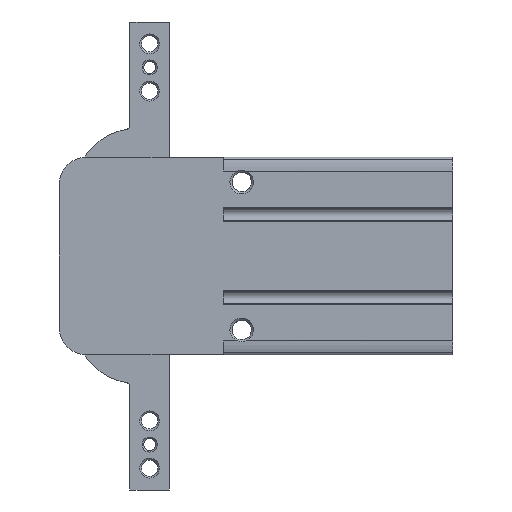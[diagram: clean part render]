
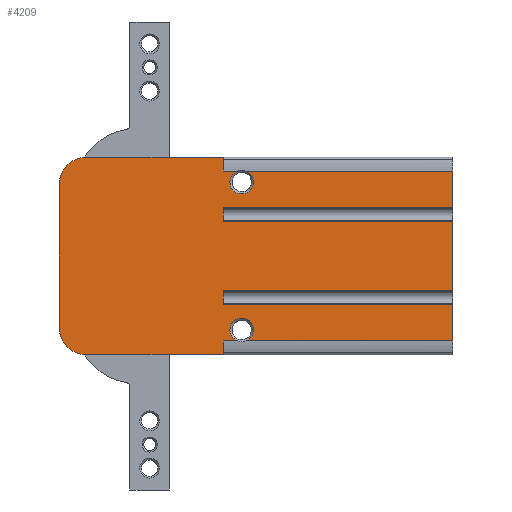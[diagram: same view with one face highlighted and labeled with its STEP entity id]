
A CAD part, left-side view. The second image highlights one B-rep face of the part: STEP entity #4209.
In plain terms, the highlighted planar face has unit normal (-1, 0, 0).
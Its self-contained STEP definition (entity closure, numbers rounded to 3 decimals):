
#256=LINE('',#6357,#599);
#259=LINE('',#6365,#602);
#296=LINE('',#6527,#639);
#298=LINE('',#6535,#641);
#334=LINE('',#6703,#677);
#336=LINE('',#6711,#679);
#354=LINE('',#6800,#697);
#359=LINE('',#6824,#702);
#387=LINE('',#6930,#730);
#406=LINE('',#6982,#749);
#408=LINE('',#6986,#751);
#409=LINE('',#6987,#752);
#410=LINE('',#6989,#753);
#411=LINE('',#6991,#754);
#412=LINE('',#6993,#755);
#413=LINE('',#6994,#756);
#414=LINE('',#6996,#757);
#415=LINE('',#6998,#758);
#599=VECTOR('',#5003,1000.);
#602=VECTOR('',#5010,1000.);
#639=VECTOR('',#5133,1000.);
#641=VECTOR('',#5139,1000.);
#677=VECTOR('',#5243,1000.);
#679=VECTOR('',#5249,1000.);
#697=VECTOR('',#5311,1000.);
#702=VECTOR('',#5330,1000.);
#730=VECTOR('',#5418,1000.);
#749=VECTOR('',#5461,1000.);
#751=VECTOR('',#5467,1000.);
#752=VECTOR('',#5468,1000.);
#753=VECTOR('',#5471,1000.);
#754=VECTOR('',#5472,1000.);
#755=VECTOR('',#5473,1000.);
#756=VECTOR('',#5474,1000.);
#757=VECTOR('',#5475,1000.);
#758=VECTOR('',#5476,1000.);
#1318=ORIENTED_EDGE('',*,*,#2445,.T.);
#1319=ORIENTED_EDGE('',*,*,#2241,.F.);
#1320=ORIENTED_EDGE('',*,*,#2446,.T.);
#1321=ORIENTED_EDGE('',*,*,#2168,.F.);
#1322=ORIENTED_EDGE('',*,*,#2177,.F.);
#1323=ORIENTED_EDGE('',*,*,#2443,.F.);
#1324=ORIENTED_EDGE('',*,*,#2174,.F.);
#1325=ORIENTED_EDGE('',*,*,#2164,.T.);
#1326=ORIENTED_EDGE('',*,*,#2447,.T.);
#1327=ORIENTED_EDGE('',*,*,#2305,.T.);
#1328=ORIENTED_EDGE('',*,*,#2448,.T.);
#1329=ORIENTED_EDGE('',*,*,#2309,.T.);
#1330=ORIENTED_EDGE('',*,*,#2357,.T.);
#1331=ORIENTED_EDGE('',*,*,#2449,.F.);
#1332=ORIENTED_EDGE('',*,*,#2450,.T.);
#1333=ORIENTED_EDGE('',*,*,#2451,.T.);
#1334=ORIENTED_EDGE('',*,*,#2345,.T.);
#1335=ORIENTED_EDGE('',*,*,#2452,.F.);
#1336=ORIENTED_EDGE('',*,*,#2453,.T.);
#1337=ORIENTED_EDGE('',*,*,#2454,.T.);
#1338=ORIENTED_EDGE('',*,*,#2415,.T.);
#1339=ORIENTED_EDGE('',*,*,#2237,.F.);
#2164=EDGE_CURVE('',#2768,#2767,#256,.T.);
#2168=EDGE_CURVE('',#2770,#2771,#259,.T.);
#2174=EDGE_CURVE('',#2768,#2776,#3165,.T.);
#2177=EDGE_CURVE('',#2777,#2770,#3166,.T.);
#2237=EDGE_CURVE('',#2822,#2824,#296,.T.);
#2241=EDGE_CURVE('',#2827,#2823,#298,.T.);
#2305=EDGE_CURVE('',#2876,#2874,#334,.T.);
#2309=EDGE_CURVE('',#2875,#2879,#336,.T.);
#2345=EDGE_CURVE('',#2908,#2907,#354,.T.);
#2357=EDGE_CURVE('',#2879,#2919,#359,.T.);
#2415=EDGE_CURVE('',#2968,#2824,#387,.T.);
#2443=EDGE_CURVE('',#2776,#2777,#406,.T.);
#2445=EDGE_CURVE('',#2822,#2823,#3269,.T.);
#2446=EDGE_CURVE('',#2827,#2771,#408,.T.);
#2447=EDGE_CURVE('',#2767,#2876,#409,.T.);
#2448=EDGE_CURVE('',#2874,#2875,#3270,.T.);
#2449=EDGE_CURVE('',#2989,#2919,#410,.T.);
#2450=EDGE_CURVE('',#2989,#2990,#411,.T.);
#2451=EDGE_CURVE('',#2990,#2908,#412,.T.);
#2452=EDGE_CURVE('',#2991,#2907,#413,.T.);
#2453=EDGE_CURVE('',#2991,#2992,#414,.T.);
#2454=EDGE_CURVE('',#2992,#2968,#415,.T.);
#2767=VERTEX_POINT('',#6356);
#2768=VERTEX_POINT('',#6358);
#2770=VERTEX_POINT('',#6364);
#2771=VERTEX_POINT('',#6366);
#2776=VERTEX_POINT('',#6378);
#2777=VERTEX_POINT('',#6382);
#2822=VERTEX_POINT('',#6525);
#2823=VERTEX_POINT('',#6526);
#2824=VERTEX_POINT('',#6528);
#2827=VERTEX_POINT('',#6534);
#2874=VERTEX_POINT('',#6701);
#2875=VERTEX_POINT('',#6702);
#2876=VERTEX_POINT('',#6704);
#2879=VERTEX_POINT('',#6710);
#2907=VERTEX_POINT('',#6799);
#2908=VERTEX_POINT('',#6801);
#2919=VERTEX_POINT('',#6823);
#2968=VERTEX_POINT('',#6931);
#2989=VERTEX_POINT('',#6990);
#2990=VERTEX_POINT('',#6992);
#2991=VERTEX_POINT('',#6995);
#2992=VERTEX_POINT('',#6997);
#3165=CIRCLE('',#4462,7.);
#3166=CIRCLE('',#4464,7.);
#3269=CIRCLE('',#4614,3.);
#3270=CIRCLE('',#4615,3.);
#3456=EDGE_LOOP('',(#1318,#1319,#1320,#1321,#1322,#1323,#1324,#1325,#1326,
#1327,#1328,#1329,#1330,#1331,#1332,#1333,#1334,#1335,#1336,#1337,#1338,
#1339));
#3783=FACE_BOUND('',#3456,.T.);
#4079=PLANE('',#4613);
#4209=ADVANCED_FACE('',(#3783),#4079,.F.);
#4462=AXIS2_PLACEMENT_3D('',#6377,#5018,#5019);
#4464=AXIS2_PLACEMENT_3D('',#6383,#5024,#5025);
#4613=AXIS2_PLACEMENT_3D('',#6984,#5463,#5464);
#4614=AXIS2_PLACEMENT_3D('',#6985,#5465,#5466);
#4615=AXIS2_PLACEMENT_3D('',#6988,#5469,#5470);
#5003=DIRECTION('',(0.,-1.,0.));
#5010=DIRECTION('',(0.,-1.,0.));
#5018=DIRECTION('',(1.,0.,0.));
#5019=DIRECTION('',(0.,0.,-1.));
#5024=DIRECTION('',(1.,0.,0.));
#5025=DIRECTION('',(0.,0.,-1.));
#5133=DIRECTION('',(0.,-1.,0.));
#5139=DIRECTION('',(0.,-1.,0.));
#5243=DIRECTION('',(0.,-1.,0.));
#5249=DIRECTION('',(0.,-1.,0.));
#5311=DIRECTION('',(0.,0.,1.));
#5330=DIRECTION('',(0.,0.,1.));
#5418=DIRECTION('',(0.,0.,1.));
#5461=DIRECTION('',(0.,0.,1.));
#5463=DIRECTION('',(1.,0.,0.));
#5464=DIRECTION('',(0.,0.,-1.));
#5465=DIRECTION('',(1.,0.,0.));
#5466=DIRECTION('',(0.,0.,-1.));
#5467=DIRECTION('',(0.,0.,1.));
#5468=DIRECTION('',(0.,0.,1.));
#5469=DIRECTION('',(1.,0.,0.));
#5470=DIRECTION('',(0.,0.,-1.));
#5471=DIRECTION('',(0.,-1.,0.));
#5472=DIRECTION('',(0.,0.,1.));
#5473=DIRECTION('',(0.,-1.,0.));
#5474=DIRECTION('',(0.,-1.,0.));
#5475=DIRECTION('',(0.,0.,1.));
#5476=DIRECTION('',(0.,-1.,0.));
#6356=CARTESIAN_POINT('',(-16.5,58.1,-25.));
#6357=CARTESIAN_POINT('',(-16.5,99.6,-25.));
#6358=CARTESIAN_POINT('',(-16.5,92.6,-25.));
#6364=CARTESIAN_POINT('',(-16.5,92.6,25.));
#6365=CARTESIAN_POINT('',(-16.5,99.6,25.));
#6366=CARTESIAN_POINT('',(-16.5,58.1,25.));
#6377=CARTESIAN_POINT('',(-16.5,92.6,-18.));
#6378=CARTESIAN_POINT('',(-16.5,99.6,-18.));
#6382=CARTESIAN_POINT('',(-16.5,99.6,18.));
#6383=CARTESIAN_POINT('',(-16.5,92.6,18.));
#6525=CARTESIAN_POINT('',(-16.5,52.323,21.5));
#6526=CARTESIAN_POINT('',(-16.5,54.477,21.5));
#6527=CARTESIAN_POINT('',(-16.5,58.1,21.5));
#6528=CARTESIAN_POINT('',(-16.5,0.,21.5));
#6534=CARTESIAN_POINT('',(-16.5,58.1,21.5));
#6535=CARTESIAN_POINT('',(-16.5,58.1,21.5));
#6701=CARTESIAN_POINT('',(-16.5,54.477,-21.5));
#6702=CARTESIAN_POINT('',(-16.5,52.323,-21.5));
#6703=CARTESIAN_POINT('',(-16.5,58.1,-21.5));
#6704=CARTESIAN_POINT('',(-16.5,58.1,-21.5));
#6710=CARTESIAN_POINT('',(-16.5,0.,-21.5));
#6711=CARTESIAN_POINT('',(-16.5,58.1,-21.5));
#6799=CARTESIAN_POINT('',(-16.5,0.,8.8));
#6800=CARTESIAN_POINT('',(-16.5,0.,-25.));
#6801=CARTESIAN_POINT('',(-16.5,0.,-8.8));
#6823=CARTESIAN_POINT('',(-16.5,0.,-12.2));
#6824=CARTESIAN_POINT('',(-16.5,0.,-25.));
#6930=CARTESIAN_POINT('',(-16.5,0.,-25.));
#6931=CARTESIAN_POINT('',(-16.5,0.,12.2));
#6982=CARTESIAN_POINT('',(-16.5,99.6,-25.));
#6984=CARTESIAN_POINT('',(-16.5,99.6,-25.));
#6985=CARTESIAN_POINT('',(-16.5,53.4,18.7));
#6986=CARTESIAN_POINT('',(-16.5,58.1,-25.));
#6987=CARTESIAN_POINT('',(-16.5,58.1,-25.));
#6988=CARTESIAN_POINT('',(-16.5,53.4,-18.7));
#6989=CARTESIAN_POINT('',(-16.5,58.1,-12.2));
#6990=CARTESIAN_POINT('',(-16.5,58.1,-12.2));
#6991=CARTESIAN_POINT('',(-16.5,58.1,-12.2));
#6992=CARTESIAN_POINT('',(-16.5,58.1,-8.8));
#6993=CARTESIAN_POINT('',(-16.5,58.1,-8.8));
#6994=CARTESIAN_POINT('',(-16.5,58.1,8.8));
#6995=CARTESIAN_POINT('',(-16.5,58.1,8.8));
#6996=CARTESIAN_POINT('',(-16.5,58.1,8.8));
#6997=CARTESIAN_POINT('',(-16.5,58.1,12.2));
#6998=CARTESIAN_POINT('',(-16.5,58.1,12.2));
